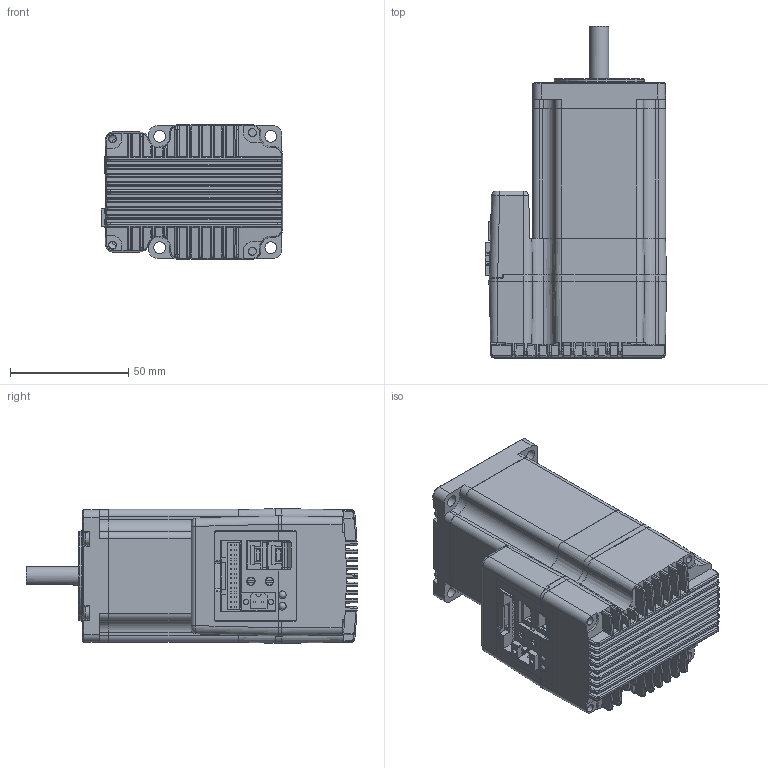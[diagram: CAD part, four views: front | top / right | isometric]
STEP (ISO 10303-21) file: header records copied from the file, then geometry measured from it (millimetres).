
FILE_DESCRIPTION (( 'STEP AP214' ), '1' );
FILE_NAME ('STM23(ETHERNET)蚾饜极.STEP', '2013-07-05T02:21:07', ( 'Sky123.Org' ), ( 'Sky123.Org' ), 'SwSTEP 2.0', 'SolidWorks 2011', '' );
FILE_SCHEMA (( 'AUTOMOTIVE_DESIGN' ));
Length unit declared in the file: millimetre
Products named in the file (1): STM23(ETHERNET)蚾饜极
Bounding box: 76.75 x 140.65 x 57.09 mm (x, y, z)
Surface area: 57855.7 mm2 (no closed solid volume)
Topology: 0 solids, 29 shells, 878 faces, 3659 edges, 2798 vertices
Faces by surface type: plane 410, cylinder 247, bspline 168, cone 41, torus 10, sphere 2
Full cylindrical faces by diameter (mm): 2.2 x2, 3.3 x2, 3.4 x4, 3.5 x2, 5 x4, 8 x1, 10 x1, 22 x1, 23.6 x1, 38.1 x1
Entity records: 52115 total; most frequent: CARTESIAN_POINT 14123, ORIENTED_EDGE 5689, DIRECTION 5537, EDGE_CURVE 3610, VERTEX_POINT 2791, LINE 1855, VECTOR 1855, AXIS2_PLACEMENT_3D 1841
